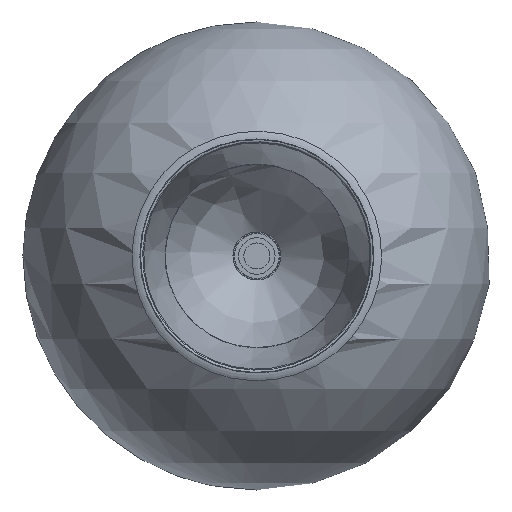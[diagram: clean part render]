
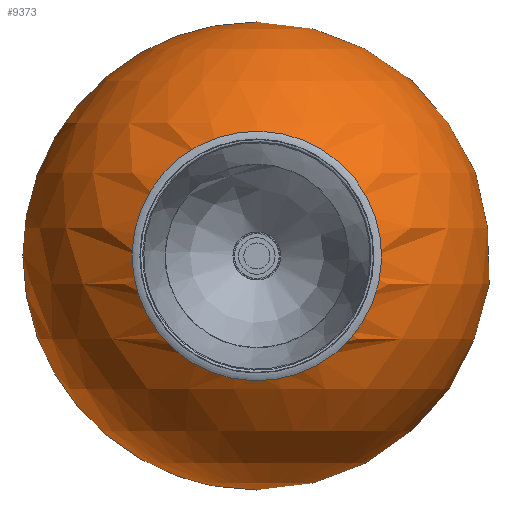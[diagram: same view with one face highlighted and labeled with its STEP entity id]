
A CAD part, front view. The second image highlights one B-rep face of the part: STEP entity #9373.
In plain terms, the highlighted spherical face has radius 225 mm.
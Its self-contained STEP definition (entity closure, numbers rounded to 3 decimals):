
#2506=FACE_BOUND('',#3133,.T.);
#2507=FACE_BOUND('',#3134,.T.);
#2595=FACE_OUTER_BOUND('',#3132,.T.);
#3132=EDGE_LOOP('',(#6573,#6574));
#3133=EDGE_LOOP('',(#6575,#6576));
#3134=EDGE_LOOP('',(#6577,#6578));
#3757=CIRCLE('',#10495,112.5);
#3758=CIRCLE('',#10496,112.5);
#3759=CIRCLE('',#10498,225.);
#3760=CIRCLE('',#10499,35.);
#3761=CIRCLE('',#10500,35.);
#4229=VERTEX_POINT('',#14695);
#4230=VERTEX_POINT('',#14697);
#4231=VERTEX_POINT('',#14701);
#4232=VERTEX_POINT('',#14702);
#4233=VERTEX_POINT('',#14704);
#4234=VERTEX_POINT('',#14705);
#5166=EDGE_CURVE('',#4230,#4229,#3757,.T.);
#5167=EDGE_CURVE('',#4229,#4230,#3758,.T.);
#5168=EDGE_CURVE('',#4231,#4232,#3759,.T.);
#5169=EDGE_CURVE('',#4233,#4234,#3760,.T.);
#5170=EDGE_CURVE('',#4234,#4233,#3761,.T.);
#6573=ORIENTED_EDGE('',*,*,#5168,.T.);
#6574=ORIENTED_EDGE('',*,*,#5168,.F.);
#6575=ORIENTED_EDGE('',*,*,#5169,.F.);
#6576=ORIENTED_EDGE('',*,*,#5170,.F.);
#6577=ORIENTED_EDGE('',*,*,#5166,.T.);
#6578=ORIENTED_EDGE('',*,*,#5167,.T.);
#9364=SPHERICAL_SURFACE('',#10497,225.);
#9373=ADVANCED_FACE('',(#2595,#2506,#2507),#9364,.T.);
#10495=AXIS2_PLACEMENT_3D('',#14698,#11643,#11644);
#10496=AXIS2_PLACEMENT_3D('',#14699,#11645,#11646);
#10497=AXIS2_PLACEMENT_3D('',#14700,#11647,#11648);
#10498=AXIS2_PLACEMENT_3D('',#14703,#11649,#11650);
#10499=AXIS2_PLACEMENT_3D('',#14706,#11651,#11652);
#10500=AXIS2_PLACEMENT_3D('',#14707,#11653,#11654);
#11643=DIRECTION('center_axis',(0.,1.,0.));
#11644=DIRECTION('ref_axis',(-1.,0.,0.));
#11645=DIRECTION('center_axis',(0.,1.,0.));
#11646=DIRECTION('ref_axis',(-1.,0.,0.));
#11647=DIRECTION('center_axis',(0.,0.,1.));
#11648=DIRECTION('ref_axis',(1.,0.,0.));
#11649=DIRECTION('center_axis',(0.,-1.,0.));
#11650=DIRECTION('ref_axis',(-1.,0.,0.));
#11651=DIRECTION('center_axis',(0.,1.,0.));
#11652=DIRECTION('ref_axis',(-1.,0.,0.));
#11653=DIRECTION('center_axis',(0.,1.,0.));
#11654=DIRECTION('ref_axis',(-1.,0.,0.));
#14695=CARTESIAN_POINT('',(112.5,-194.856,0.));
#14697=CARTESIAN_POINT('',(-112.5,-194.856,0.));
#14698=CARTESIAN_POINT('Origin',(0.,-194.856,0.));
#14699=CARTESIAN_POINT('Origin',(0.,-194.856,0.));
#14700=CARTESIAN_POINT('Origin',(0.,0.,0.));
#14701=CARTESIAN_POINT('',(0.,0.,
225.));
#14702=CARTESIAN_POINT('',(0.,0.,
-225.));
#14703=CARTESIAN_POINT('Origin',(0.,0.,0.));
#14704=CARTESIAN_POINT('',(-35.,222.261,0.));
#14705=CARTESIAN_POINT('',(35.,222.261,0.));
#14706=CARTESIAN_POINT('Origin',(0.,222.261,0.));
#14707=CARTESIAN_POINT('Origin',(0.,222.261,0.));
